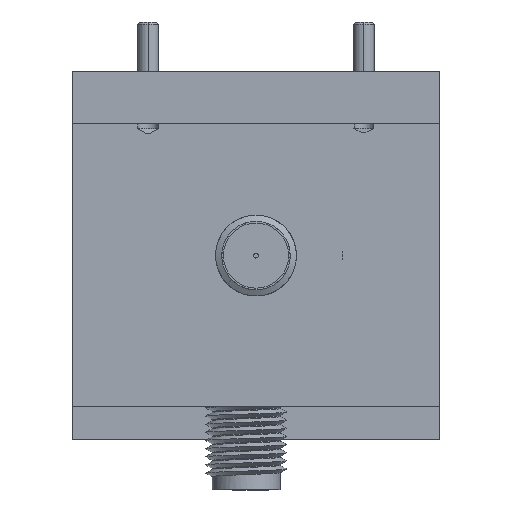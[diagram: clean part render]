
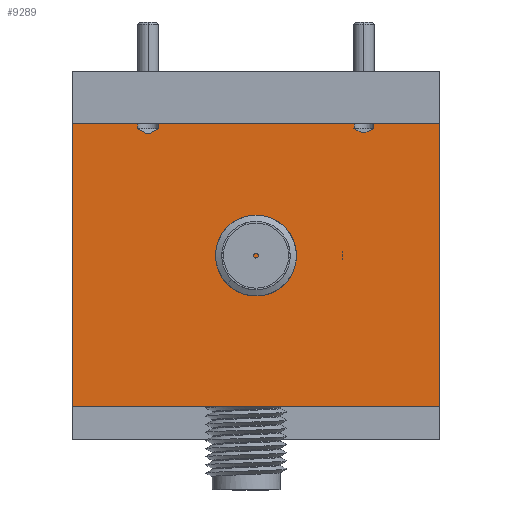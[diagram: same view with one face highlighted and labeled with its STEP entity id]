
A CAD part, left-side view. The second image highlights one B-rep face of the part: STEP entity #9289.
In plain terms, the highlighted planar face has unit normal (-1, 0, 0).
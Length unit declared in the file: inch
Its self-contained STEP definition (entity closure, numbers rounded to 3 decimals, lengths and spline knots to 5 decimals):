
#165 = VERTEX_POINT ( 'NONE', #6985 ) ;
#179 = CARTESIAN_POINT ( 'NONE',  ( -2.06487, 1.1561, 0.62082 ) ) ;
#470 = CARTESIAN_POINT ( 'NONE',  ( -2.06487, 1.41684, -0.23116 ) ) ;
#953 = CARTESIAN_POINT ( 'NONE',  ( -2.06487, 0.50755, 0.6146 ) ) ;
#1104 = ORIENTED_EDGE ( 'NONE', *, *, #8903, .T. ) ;
#1252 = CARTESIAN_POINT ( 'NONE',  ( -2.06487, 0.28684, 0.63884 ) ) ;
#1326 = ORIENTED_EDGE ( 'NONE', *, *, #4360, .T. ) ;
#1388 = CARTESIAN_POINT ( 'NONE',  ( -2.06487, 1.1509, 0.79884 ) ) ;
#1575 = CARTESIAN_POINT ( 'NONE',  ( -2.06487, 0.54992, 0.79884 ) ) ;
#1605 = CARTESIAN_POINT ( 'NONE',  ( -2.06487, 0.49084, 0.79884 ) ) ;
#1752 = CARTESIAN_POINT ( 'NONE',  ( -2.06487, 1.17193, 0.61218 ) ) ;
#1831 = CARTESIAN_POINT ( 'NONE',  ( -2.06487, 1.20534, 0.61785 ) ) ;
#1868 = CARTESIAN_POINT ( 'NONE',  ( -2.06487, 0.49084, 0.62384 ) ) ;
#1918 = CARTESIAN_POINT ( 'NONE',  ( -2.06487, 0.49084, 0.62384 ) ) ;
#1961 = VECTOR ( 'NONE', #9142, 39.37008 ) ;
#2081 = VERTEX_POINT ( 'NONE', #7335 ) ;
#2097 = DIRECTION ( 'NONE',  ( 0., 1., 0. ) ) ;
#2270 = ORIENTED_EDGE ( 'NONE', *, *, #3282, .T. ) ;
#2362 = VERTEX_POINT ( 'NONE', #9424 ) ;
#2457 = DIRECTION ( 'NONE',  ( 0., 0., -1. ) ) ;
#2657 = CARTESIAN_POINT ( 'NONE',  ( -2.06487, 1.21569, 0.62384 ) ) ;
#2691 = EDGE_CURVE ( 'NONE', #9990, #3682, #6573, .T. ) ;
#2768 = CARTESIAN_POINT ( 'NONE',  ( -2.06487, 1.21052, 0.62084 ) ) ;
#2808 = CARTESIAN_POINT ( 'NONE',  ( -2.06487, 0.28684, 0.63884 ) ) ;
#2868 = CARTESIAN_POINT ( 'NONE',  ( -2.06487, 0.5177, 0.61049 ) ) ;
#2884 = DIRECTION ( 'NONE',  ( 0., 0., 1. ) ) ;
#3282 = EDGE_CURVE ( 'NONE', #2362, #7041, #3557, .T. ) ;
#3557 = LINE ( 'NONE', #1575, #1961 ) ;
#3558 = CARTESIAN_POINT ( 'NONE',  ( -2.06487, 0.28684, 0.63884 ) ) ;
#3564 = ORIENTED_EDGE ( 'NONE', *, *, #9435, .T. ) ;
#3570 = EDGE_CURVE ( 'NONE', #165, #6427, #8361, .T. ) ;
#3597 = VECTOR ( 'NONE', #11877, 39.37008 ) ;
#3614 = CARTESIAN_POINT ( 'NONE',  ( -2.06487, 0.28684, -0.23116 ) ) ;
#3636 = DIRECTION ( 'NONE',  ( 0., 1., 0. ) ) ;
#3642 = DIRECTION ( 'NONE',  ( 0., 0., -1. ) ) ;
#3664 = CARTESIAN_POINT ( 'NONE',  ( -2.06487, 0.53087, 0.61342 ) ) ;
#3682 = VERTEX_POINT ( 'NONE', #470 ) ;
#3731 = CARTESIAN_POINT ( 'NONE',  ( -2.06487, 1.41684, 0.63884 ) ) ;
#3781 = CARTESIAN_POINT ( 'NONE',  ( -2.06487, 0.5405, 0.61843 ) ) ;
#3822 = CARTESIAN_POINT ( 'NONE',  ( -2.06487, 0.52315, 0.61051 ) ) ;
#3987 = ORIENTED_EDGE ( 'NONE', *, *, #10701, .T. ) ;
#4110 = VECTOR ( 'NONE', #12090, 39.37008 ) ;
#4174 = CARTESIAN_POINT ( 'NONE',  ( -2.06487, 0.28684, 0.63884 ) ) ;
#4254 = CARTESIAN_POINT ( 'NONE',  ( -2.06487, 0.54992, 0.63884 ) ) ;
#4360 = EDGE_CURVE ( 'NONE', #11975, #7866, #8196, .T. ) ;
#4527 = VERTEX_POINT ( 'NONE', #1868 ) ;
#4622 = CARTESIAN_POINT ( 'NONE',  ( -2.06487, 1.19479, 0.61224 ) ) ;
#4638 = CARTESIAN_POINT ( 'NONE',  ( -2.06487, 1.1509, 0.63884 ) ) ;
#4642 = VECTOR ( 'NONE', #3636, 39.37008 ) ;
#4742 = EDGE_CURVE ( 'NONE', #7041, #11975, #11009, .T. ) ;
#5049 = VECTOR ( 'NONE', #2457, 39.37008 ) ;
#5113 = B_SPLINE_CURVE_WITH_KNOTS ( 'NONE', 3,
 ( #11383, #179, #5589, #12077, #1752, #5554, #6409, #8229, #10227, #4622, #11151, #1831, #2768, #2657 ),
 .UNSPECIFIED., .F., .F.,
 ( 4, 2, 2, 2, 2, 2, 4 ),
 ( 0.00409, 0.00455, 0.00478, 0.00501, 0.00524, 0.00547, 0.00592 ),
 .UNSPECIFIED. ) ;
#5289 = VECTOR ( 'NONE', #2097, 39.37008 ) ;
#5420 = CARTESIAN_POINT ( 'NONE',  ( -2.06487, 1.41684, 0.63884 ) ) ;
#5554 = CARTESIAN_POINT ( 'NONE',  ( -2.06487, 1.17746, 0.60982 ) ) ;
#5568 = CARTESIAN_POINT ( 'NONE',  ( -2.06487, 0.54992, 0.62384 ) ) ;
#5589 = CARTESIAN_POINT ( 'NONE',  ( -2.06487, 1.16131, 0.61781 ) ) ;
#5721 = VECTOR ( 'NONE', #6295, 39.37008 ) ;
#5762 = VERTEX_POINT ( 'NONE', #11822 ) ;
#6032 = PLANE ( 'NONE',  #10423 ) ;
#6295 = DIRECTION ( 'NONE',  ( 0., 0., -1. ) ) ;
#6409 = CARTESIAN_POINT ( 'NONE',  ( -2.06487, 1.18035, 0.60883 ) ) ;
#6427 = VERTEX_POINT ( 'NONE', #7579 ) ;
#6508 = CARTESIAN_POINT ( 'NONE',  ( -2.06487, 0.49557, 0.62112 ) ) ;
#6573 = LINE ( 'NONE', #3614, #4110 ) ;
#6642 = CARTESIAN_POINT ( 'NONE',  ( -2.06487, 1.21569, 0.79884 ) ) ;
#6924 = ORIENTED_EDGE ( 'NONE', *, *, #2691, .F. ) ;
#6936 = DIRECTION ( 'NONE',  ( 1., 0., 0. ) ) ;
#6985 = CARTESIAN_POINT ( 'NONE',  ( -2.06487, 1.21569, 0.62384 ) ) ;
#7041 = VERTEX_POINT ( 'NONE', #4254 ) ;
#7043 = EDGE_LOOP ( 'NONE', ( #11263, #2270, #10774, #1326, #7736, #10745, #1104, #10728, #6924, #8439, #3987, #3564 ) ) ;
#7335 = CARTESIAN_POINT ( 'NONE',  ( -2.06487, 0.49084, 0.63884 ) ) ;
#7514 = LINE ( 'NONE', #1605, #5049 ) ;
#7579 = CARTESIAN_POINT ( 'NONE',  ( -2.06487, 1.21569, 0.63884 ) ) ;
#7680 = EDGE_CURVE ( 'NONE', #5762, #9990, #7827, .T. ) ;
#7736 = ORIENTED_EDGE ( 'NONE', *, *, #8433, .T. ) ;
#7827 = LINE ( 'NONE', #3558, #11246 ) ;
#7866 = VERTEX_POINT ( 'NONE', #11440 ) ;
#7993 = CARTESIAN_POINT ( 'NONE',  ( -2.06487, 0.28684, 0.63884 ) ) ;
#8196 = LINE ( 'NONE', #1388, #5721 ) ;
#8229 = CARTESIAN_POINT ( 'NONE',  ( -2.06487, 1.1864, 0.60887 ) ) ;
#8361 = LINE ( 'NONE', #6642, #10616 ) ;
#8372 = CARTESIAN_POINT ( 'NONE',  ( -2.06487, 0.54521, 0.62113 ) ) ;
#8433 = EDGE_CURVE ( 'NONE', #7866, #165, #5113, .T. ) ;
#8439 = ORIENTED_EDGE ( 'NONE', *, *, #7680, .F. ) ;
#8539 = FACE_OUTER_BOUND ( 'NONE', #7043, .T. ) ;
#8862 = DIRECTION ( 'NONE',  ( 0., 0., -1. ) ) ;
#8903 = EDGE_CURVE ( 'NONE', #6427, #11320, #11105, .T. ) ;
#9142 = DIRECTION ( 'NONE',  ( 0., 0., 1. ) ) ;
#9211 = DIRECTION ( 'NONE',  ( 0., 0., -1. ) ) ;
#9289 = ADVANCED_FACE ( 'NONE', ( #8539 ), #6032, .F. ) ;
#9299 = CARTESIAN_POINT ( 'NONE',  ( -2.06487, 0.5003, 0.6184 ) ) ;
#9375 = CARTESIAN_POINT ( 'NONE',  ( -2.06487, 0.51504, 0.61132 ) ) ;
#9424 = CARTESIAN_POINT ( 'NONE',  ( -2.06487, 0.54992, 0.62384 ) ) ;
#9435 = EDGE_CURVE ( 'NONE', #2081, #4527, #7514, .T. ) ;
#9672 = EDGE_CURVE ( 'NONE', #11320, #3682, #10509, .T. ) ;
#9990 = VERTEX_POINT ( 'NONE', #11385 ) ;
#10201 = CARTESIAN_POINT ( 'NONE',  ( -2.06487, 0.53329, 0.61464 ) ) ;
#10227 = CARTESIAN_POINT ( 'NONE',  ( -2.06487, 1.18929, 0.60988 ) ) ;
#10423 = AXIS2_PLACEMENT_3D ( 'NONE', #4174, #6936, #8862 ) ;
#10509 = LINE ( 'NONE', #3731, #11414 ) ;
#10616 = VECTOR ( 'NONE', #2884, 39.37008 ) ;
#10701 = EDGE_CURVE ( 'NONE', #5762, #2081, #11245, .T. ) ;
#10728 = ORIENTED_EDGE ( 'NONE', *, *, #9672, .T. ) ;
#10745 = ORIENTED_EDGE ( 'NONE', *, *, #3570, .T. ) ;
#10774 = ORIENTED_EDGE ( 'NONE', *, *, #4742, .T. ) ;
#11009 = LINE ( 'NONE', #1252, #5289 ) ;
#11105 = LINE ( 'NONE', #2808, #4642 ) ;
#11151 = CARTESIAN_POINT ( 'NONE',  ( -2.06487, 1.19744, 0.61362 ) ) ;
#11191 = EDGE_CURVE ( 'NONE', #4527, #2362, #11673, .T. ) ;
#11211 = CARTESIAN_POINT ( 'NONE',  ( -2.06487, 0.52582, 0.61135 ) ) ;
#11245 = LINE ( 'NONE', #7993, #3597 ) ;
#11246 = VECTOR ( 'NONE', #3642, 39.37008 ) ;
#11263 = ORIENTED_EDGE ( 'NONE', *, *, #11191, .T. ) ;
#11296 = CARTESIAN_POINT ( 'NONE',  ( -2.06487, 0.51, 0.61337 ) ) ;
#11320 = VERTEX_POINT ( 'NONE', #5420 ) ;
#11383 = CARTESIAN_POINT ( 'NONE',  ( -2.06487, 1.1509, 0.62384 ) ) ;
#11385 = CARTESIAN_POINT ( 'NONE',  ( -2.06487, 0.28684, -0.23116 ) ) ;
#11414 = VECTOR ( 'NONE', #9211, 39.37008 ) ;
#11440 = CARTESIAN_POINT ( 'NONE',  ( -2.06487, 1.1509, 0.62384 ) ) ;
#11673 = B_SPLINE_CURVE_WITH_KNOTS ( 'NONE', 3,
 ( #1918, #6508, #9299, #953, #11296, #9375, #2868, #3822, #11211, #3664, #10201, #3781, #8372, #5568 ),
 .UNSPECIFIED., .F., .F.,
 ( 4, 2, 2, 2, 2, 2, 4 ),
 ( 0.00377, 0.00418, 0.00439, 0.0046, 0.00481, 0.00501, 0.00543 ),
 .UNSPECIFIED. ) ;
#11822 = CARTESIAN_POINT ( 'NONE',  ( -2.06487, 0.28684, 0.63884 ) ) ;
#11877 = DIRECTION ( 'NONE',  ( 0., 1., 0. ) ) ;
#11975 = VERTEX_POINT ( 'NONE', #4638 ) ;
#12077 = CARTESIAN_POINT ( 'NONE',  ( -2.06487, 1.16926, 0.61356 ) ) ;
#12090 = DIRECTION ( 'NONE',  ( 0., 1., 0. ) ) ;
